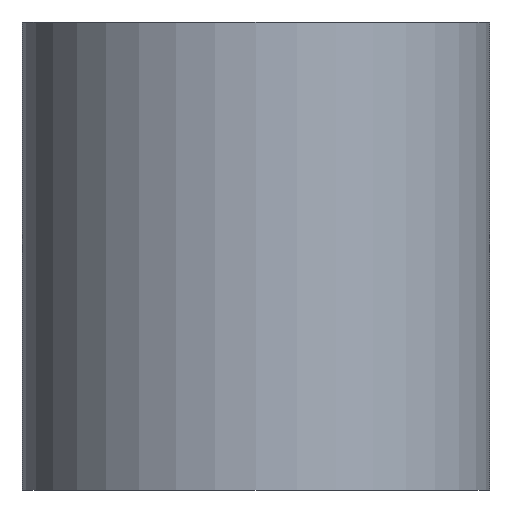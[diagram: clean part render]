
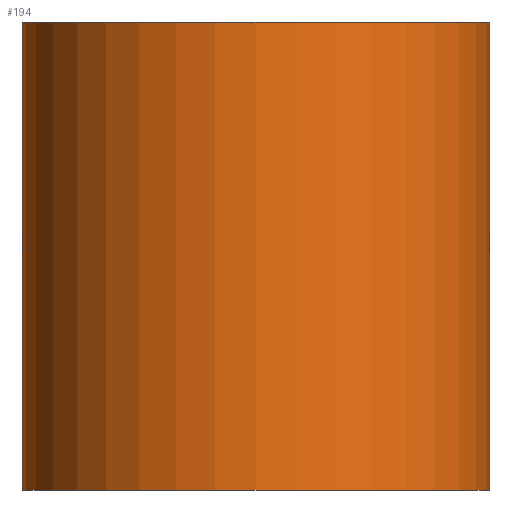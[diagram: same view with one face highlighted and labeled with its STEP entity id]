
A CAD part, left-side view. The second image highlights one B-rep face of the part: STEP entity #194.
In plain terms, the highlighted cylindrical face has radius 5 mm (diameter 10 mm), a partial arc.
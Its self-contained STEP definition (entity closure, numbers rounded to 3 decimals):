
#16=CYLINDRICAL_SURFACE('',#226,5.);
#20=CIRCLE('',#213,5.);
#25=CIRCLE('',#220,5.);
#35=FACE_OUTER_BOUND('',#47,.T.);
#47=EDGE_LOOP('',(#158,#159,#160,#161));
#57=LINE('',#309,#73);
#64=LINE('',#330,#80);
#73=VECTOR('',#252,10.);
#80=VECTOR('',#277,10.);
#87=VERTEX_POINT('',#295);
#88=VERTEX_POINT('',#297);
#92=VERTEX_POINT('',#308);
#95=VERTEX_POINT('',#316);
#103=EDGE_CURVE('',#87,#88,#20,.T.);
#109=EDGE_CURVE('',#92,#87,#57,.T.);
#114=EDGE_CURVE('',#95,#92,#25,.T.);
#120=EDGE_CURVE('',#88,#95,#64,.T.);
#158=ORIENTED_EDGE('',*,*,#120,.F.);
#159=ORIENTED_EDGE('',*,*,#103,.F.);
#160=ORIENTED_EDGE('',*,*,#109,.F.);
#161=ORIENTED_EDGE('',*,*,#114,.F.);
#194=ADVANCED_FACE('',(#35),#16,.T.);
#213=AXIS2_PLACEMENT_3D('',#298,#240,#241);
#220=AXIS2_PLACEMENT_3D('',#318,#260,#261);
#226=AXIS2_PLACEMENT_3D('',#329,#275,#276);
#240=DIRECTION('center_axis',(0.,0.,1.));
#241=DIRECTION('ref_axis',(1.,0.,0.));
#252=DIRECTION('',(0.,0.,1.));
#260=DIRECTION('center_axis',(0.,0.,-1.));
#261=DIRECTION('ref_axis',(1.,0.,0.));
#275=DIRECTION('center_axis',(0.,0.,1.));
#276=DIRECTION('ref_axis',(-1.,0.,0.));
#277=DIRECTION('',(0.,0.,-1.));
#295=CARTESIAN_POINT('',(-285.5,5.,5.));
#297=CARTESIAN_POINT('',(-285.5,-5.,5.));
#298=CARTESIAN_POINT('Origin',(-285.5,0.,5.));
#308=CARTESIAN_POINT('',(-285.5,5.,-5.));
#309=CARTESIAN_POINT('',(-285.5,5.,0.));
#316=CARTESIAN_POINT('',(-285.5,-5.,-5.));
#318=CARTESIAN_POINT('Origin',(-285.5,0.,-5.));
#329=CARTESIAN_POINT('Origin',(-285.5,0.,0.));
#330=CARTESIAN_POINT('',(-285.5,-5.,0.));
